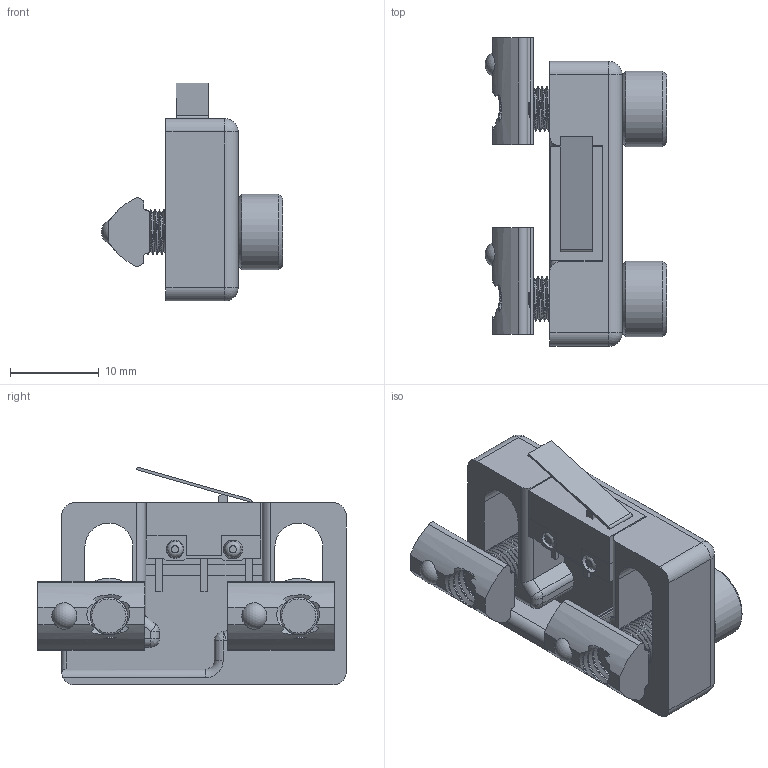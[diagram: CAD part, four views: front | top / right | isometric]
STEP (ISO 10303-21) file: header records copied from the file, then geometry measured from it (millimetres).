
FILE_DESCRIPTION(/* description */ (''),/* implementation_level */ '2;1');
FILE_NAME(/* name */ 'Enlarged KW10 Y Endstop.step',/* time_stamp */ '2021-07-21T23:00:01+10:00',/* author */ (''),/* organization */ (''),/* preprocessor_version */ 'ST-DEVELOPER v18.1',/* originating_system */ 'Autodesk Translation Framework v10.9.0.1377',/* authorisation */ '');
FILE_SCHEMA (('AUTOMOTIVE_DESIGN { 1 0 10303 214 3 1 1 }'));
Length unit declared in the file: millimetre
Products named in the file (14): Y Endstop (KW10); ENDSTOP Y v14; KW10 Microswitch; Top; Pin (2); Bottom; Pin (1); Pin; Lever; Switch; Y Endstop (1); Hardware; m5x12 v1; Drop-in T-nut, M5 v1
Assembly tree (15 placements, depth 4):
  Y Endstop (KW10)
    ENDSTOP Y v14
    KW10 Microswitch
      Top
      Pin (2)
      Bottom
      Pin (1)
      Pin
      Lever
      Switch
    Y Endstop (1)
      Hardware
        m5x12 v1  x2
        Drop-in T-nut, M5 v1  x2
Bounding box: 20.37 x 34.67 x 24.5 mm (x, y, z)
Volume: 4686.5 mm3; surface area: 5426 mm2
Topology: 14 solids, 14 shells, 382 faces, 1059 edges, 695 vertices
Faces by surface type: cylinder 190, plane 135, bspline 24, cone 22, sphere 8, torus 3
Full cylindrical faces by diameter (mm): 1.8 x2, 2 x1, 4.234 x10, 4.35 x46, 5 x46, 5.12 x6, 8.5 x2
Entity records: 17351 total; most frequent: CARTESIAN_POINT 10605, ORIENTED_EDGE 1416, DIRECTION 1192, EDGE_CURVE 708, VERTEX_POINT 464, AXIS2_PLACEMENT_3D 411, LINE 370, VECTOR 370
